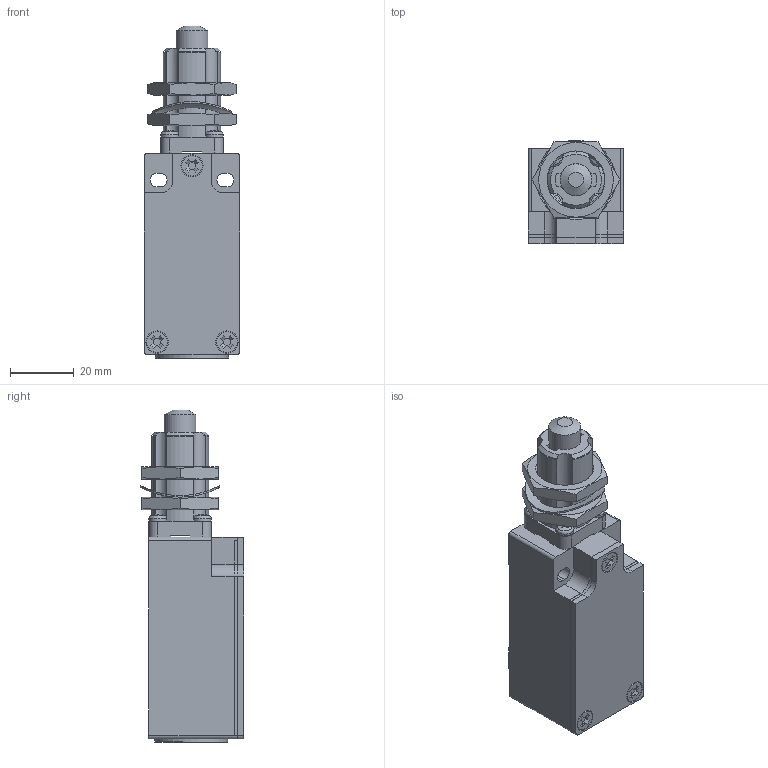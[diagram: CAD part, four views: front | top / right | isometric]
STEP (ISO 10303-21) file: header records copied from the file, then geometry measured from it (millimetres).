
FILE_DESCRIPTION (( 'STEP AP214' ), '1' );
FILE_NAME ('Z4S-235-11Z.STEP', '2021-01-18T18:41:21', ( '' ), ( '' ), 'SwSTEP 2.0', 'SolidWorks 2019', '' );
FILE_SCHEMA (( 'AUTOMOTIVE_DESIGN' ));
Length unit declared in the file: inch
Products named in the file (1): Z4S-235-11Z
Bounding box: 30 x 32.5 x 104.5 mm (x, y, z)
Volume: 62521 mm3; surface area: 16539.9 mm2
Topology: 2 solids, 2 shells, 367 faces, 981 edges, 624 vertices
Faces by surface type: plane 253, cylinder 88, cone 18, bspline 8
Full cylindrical faces by diameter (mm): 5.407 x4, 6.5 x3, 7 x3, 10 x1, 10.55 x1, 13 x1, 13.85 x1, 18.6 x1, 19 x1, 23 x1
Entity records: 16730 total; most frequent: CARTESIAN_POINT 2999, ORIENTED_EDGE 1878, DIRECTION 1762, EDGE_CURVE 939, VERTEX_POINT 613, AXIS2_PLACEMENT_3D 598, VECTOR 566, LINE 566
